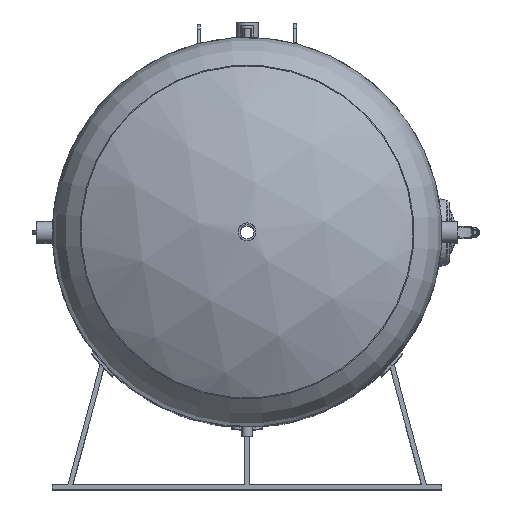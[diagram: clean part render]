
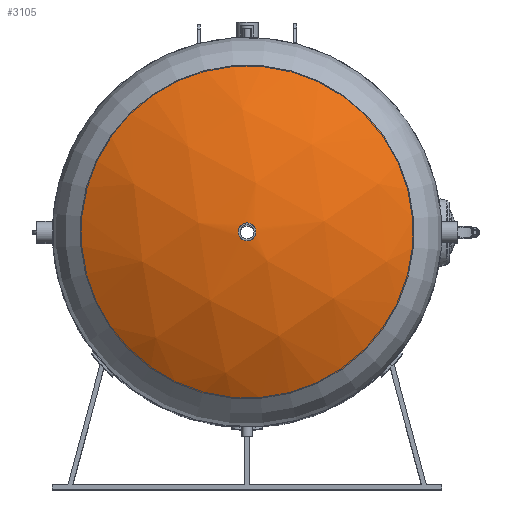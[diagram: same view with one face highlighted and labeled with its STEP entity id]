
A CAD part, top view. The second image highlights one B-rep face of the part: STEP entity #3105.
In plain terms, the highlighted spherical face has radius 1000 mm.
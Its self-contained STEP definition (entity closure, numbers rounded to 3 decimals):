
#181=SPHERICAL_SURFACE('',#3359,1000.);
#704=CIRCLE('',#3352,28.5);
#708=CIRCLE('',#3360,535.604);
#823=FACE_BOUND('',#1197,.T.);
#944=FACE_OUTER_BOUND('',#1196,.T.);
#1196=EDGE_LOOP('',(#2519));
#1197=EDGE_LOOP('',(#2520));
#1575=VERTEX_POINT('',#6662);
#1579=VERTEX_POINT('',#6674);
#1920=EDGE_CURVE('',#1575,#1575,#704,.T.);
#1924=EDGE_CURVE('',#1579,#1579,#708,.T.);
#2519=ORIENTED_EDGE('',*,*,#1924,.F.);
#2520=ORIENTED_EDGE('',*,*,#1920,.T.);
#3105=ADVANCED_FACE('',(#944,#823),#181,.T.);
#3352=AXIS2_PLACEMENT_3D('',#6663,#3906,#3907);
#3359=AXIS2_PLACEMENT_3D('',#6673,#3920,#3921);
#3360=AXIS2_PLACEMENT_3D('',#6675,#3922,#3923);
#3906=DIRECTION('center_axis',(0.,-1.,0.));
#3907=DIRECTION('ref_axis',(-1.,0.,0.));
#3920=DIRECTION('center_axis',(0.,0.,1.));
#3921=DIRECTION('ref_axis',(1.,0.,0.));
#3922=DIRECTION('center_axis',(0.,-1.,0.));
#3923=DIRECTION('ref_axis',(1.,0.,0.));
#6662=CARTESIAN_POINT('',(28.5,339.594,0.));
#6663=CARTESIAN_POINT('Origin',(0.,339.594,0.));
#6673=CARTESIAN_POINT('Origin',(0.,-660.,0.));
#6674=CARTESIAN_POINT('',(535.604,184.469,0.));
#6675=CARTESIAN_POINT('Origin',(0.,184.469,0.));
